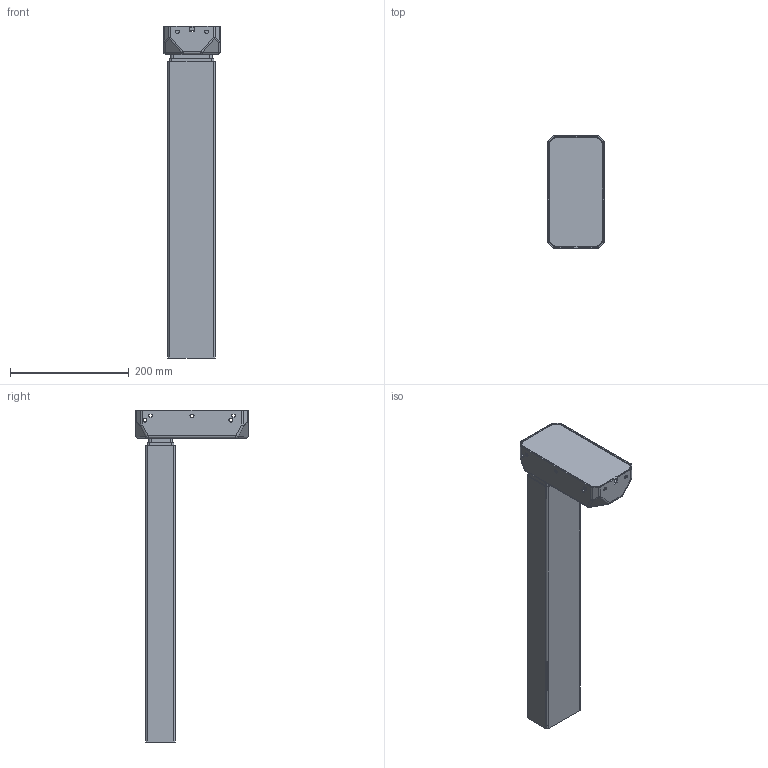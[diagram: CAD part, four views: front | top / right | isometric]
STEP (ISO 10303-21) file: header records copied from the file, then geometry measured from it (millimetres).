
FILE_DESCRIPTION((''),'2;1');
FILE_NAME('_MODEL9_ASM','2020-01-04T08:57:57',('Administrator'),('捷昌驱动'),'CREO PARAMETRIC BY PTC INC, 2018500','CREO PARAMETRIC BY PTC INC, 2018500','');
FILE_SCHEMA(('CONFIG_CONTROL_DESIGN'));
Length unit declared in the file: millimetre
Products named in the file (7): 02; DIBAN070201__1_1; 01; PRT004760946_1_1; PRT004659595_1_1; PRT004557499_1_1; _MODEL9_ASM
Assembly tree (6 placements, depth 2):
  _MODEL9_ASM
    02
    DIBAN070201__1_1
    01
    PRT004760946_1_1
    PRT004659595_1_1
    PRT004557499_1_1
Bounding box: 96.03 x 190 x 560.11 mm (x, y, z)
Volume: 686979.6 mm3; surface area: 799532.3 mm2
Topology: 6 solids, 6 shells, 411 faces, 1187 edges, 754 vertices
Faces by surface type: cylinder 211, plane 114, bspline 36, sphere 32, torus 10, cone 8
Entity records: 18688 total; most frequent: CARTESIAN_POINT 8070, ORIENTED_EDGE 2310, DIRECTION 2062, EDGE_CURVE 1155, AXIS2_PLACEMENT_3D 770, VERTEX_POINT 754, VECTOR 522, LINE 522
